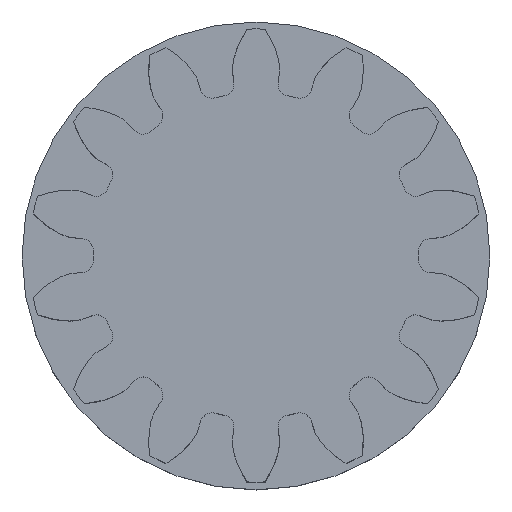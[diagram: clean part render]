
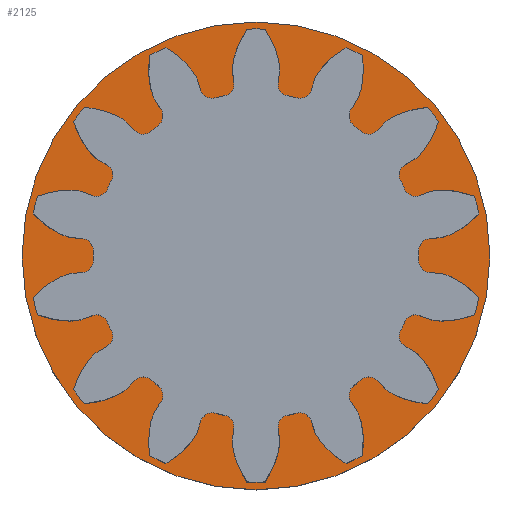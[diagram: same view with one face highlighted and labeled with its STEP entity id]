
A CAD part, top view. The second image highlights one B-rep face of the part: STEP entity #2125.
In plain terms, the highlighted planar face has unit normal (0, 0, 1).
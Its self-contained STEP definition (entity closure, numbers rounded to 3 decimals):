
#103=FACE_BOUND('',#356,.T.);
#123=PLANE('',#2361);
#236=FACE_OUTER_BOUND('',#355,.T.);
#355=EDGE_LOOP('',(#1911));
#356=EDGE_LOOP('',(#1912));
#752=CIRCLE('',#2360,4.);
#753=CIRCLE('',#2362,5.9);
#971=VERTEX_POINT('',#6870);
#972=VERTEX_POINT('',#6874);
#1290=EDGE_CURVE('',#971,#971,#752,.F.);
#1291=EDGE_CURVE('',#972,#972,#753,.T.);
#1911=ORIENTED_EDGE('',*,*,#1291,.F.);
#1912=ORIENTED_EDGE('',*,*,#1290,.F.);
#2125=ADVANCED_FACE('',(#236,#103),#123,.F.);
#2360=AXIS2_PLACEMENT_3D('',#6872,#2930,#2931);
#2361=AXIS2_PLACEMENT_3D('',#6873,#2932,#2933);
#2362=AXIS2_PLACEMENT_3D('',#6875,#2934,#2935);
#2930=DIRECTION('center_axis',(0.,0.,-1.));
#2931=DIRECTION('ref_axis',(-1.,0.,0.));
#2932=DIRECTION('center_axis',(0.,0.,-1.));
#2933=DIRECTION('ref_axis',(-1.,0.,0.));
#2934=DIRECTION('center_axis',(0.,0.,-1.));
#2935=DIRECTION('ref_axis',(1.,0.,0.));
#6870=CARTESIAN_POINT('',(-9.603,3.42,-6.9));
#6872=CARTESIAN_POINT('Origin',(-5.603,3.42,-6.9));
#6873=CARTESIAN_POINT('Origin',(-5.603,3.42,-6.9));
#6874=CARTESIAN_POINT('',(-11.503,3.42,-6.9));
#6875=CARTESIAN_POINT('Origin',(-5.603,3.42,-6.9));
